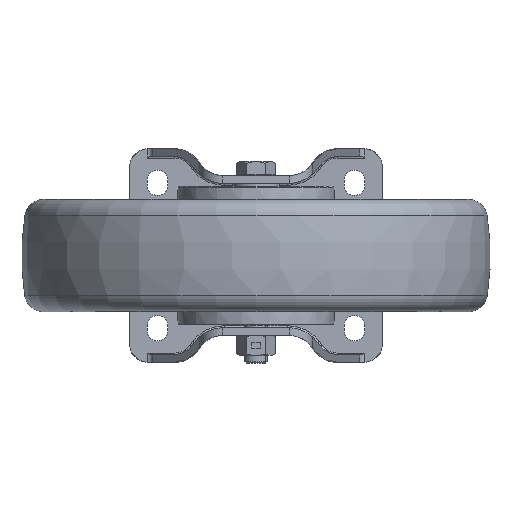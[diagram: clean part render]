
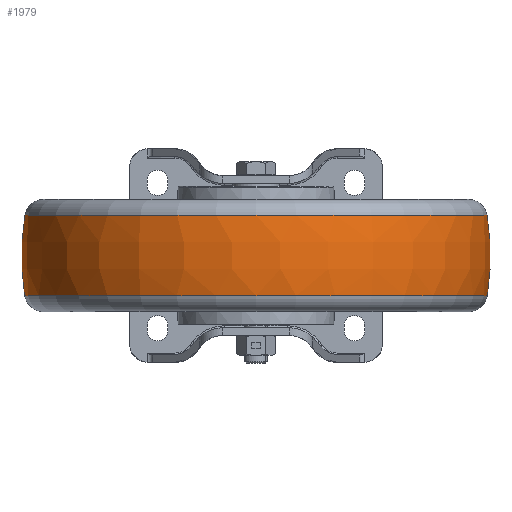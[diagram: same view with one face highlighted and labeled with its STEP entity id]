
A CAD part, front view. The second image highlights one B-rep face of the part: STEP entity #1979.
In plain terms, the highlighted toroidal (fillet/blend) face has major radius 15 mm and minor radius 140 mm.
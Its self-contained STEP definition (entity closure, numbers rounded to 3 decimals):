
#396 = DIRECTION ( 'NONE',  ( -1., 0., 0. ) ) ;
#810 = CARTESIAN_POINT ( 'NONE',  ( 0., -165., -21.483 ) ) ;
#915 = EDGE_CURVE ( 'NONE', #18599, #10344, #17690, .T. ) ;
#1838 = FACE_OUTER_BOUND ( 'NONE', #15783, .T. ) ;
#1979 = ADVANCED_FACE ( 'NONE', ( #1838 ), #12751, .T. ) ;
#2325 = DIRECTION ( 'NONE',  ( 0., -1., 0. ) ) ;
#2698 = DIRECTION ( 'NONE',  ( 1., 0., 0. ) ) ;
#2772 = CARTESIAN_POINT ( 'NONE',  ( -123.393, -165., -21.483 ) ) ;
#4132 = CARTESIAN_POINT ( 'NONE',  ( -123.292, -165., 21.475 ) ) ;
#4652 = EDGE_CURVE ( 'NONE', #12021, #10344, #22546, .T. ) ;
#5412 = EDGE_CURVE ( 'NONE', #11637, #12021, #8593, .T. ) ;
#5838 = ORIENTED_EDGE ( 'NONE', *, *, #4652, .F. ) ;
#6832 = AXIS2_PLACEMENT_3D ( 'NONE', #13640, #2325, #15564 ) ;
#8593 = CIRCLE ( 'NONE', #23748, 140. ) ;
#9217 = CARTESIAN_POINT ( 'NONE',  ( 123.292, -165., 21.475 ) ) ;
#9295 = CARTESIAN_POINT ( 'NONE',  ( 0., -165., 21.475 ) ) ;
#9352 = DIRECTION ( 'NONE',  ( 1., 0., 0. ) ) ;
#10344 = VERTEX_POINT ( 'NONE', #9217 ) ;
#11193 = DIRECTION ( 'NONE',  ( 1., 0., 0. ) ) ;
#11637 = VERTEX_POINT ( 'NONE', #2772 ) ;
#11677 = AXIS2_PLACEMENT_3D ( 'NONE', #810, #14026, #2698 ) ;
#11685 = DIRECTION ( 'NONE',  ( 0., 1., 0. ) ) ;
#12021 = VERTEX_POINT ( 'NONE', #4132 ) ;
#12751 = TOROIDAL_SURFACE ( 'NONE', #20790, -15., 140. ) ;
#13640 = CARTESIAN_POINT ( 'NONE',  ( -15., -165., -0.329 ) ) ;
#14026 = DIRECTION ( 'NONE',  ( 0., 0., 1. ) ) ;
#15564 = DIRECTION ( 'NONE',  ( 0., 0., -1. ) ) ;
#15783 = EDGE_LOOP ( 'NONE', ( #23417, #20764, #18047, #5838 ) ) ;
#16587 = CIRCLE ( 'NONE', #11677, 123.393 ) ;
#17690 = CIRCLE ( 'NONE', #6832, 140. ) ;
#18047 = ORIENTED_EDGE ( 'NONE', *, *, #915, .T. ) ;
#18599 = VERTEX_POINT ( 'NONE', #24429 ) ;
#19038 = AXIS2_PLACEMENT_3D ( 'NONE', #9295, #22487, #11193 ) ;
#20680 = DIRECTION ( 'NONE',  ( 0., 0., 1. ) ) ;
#20764 = ORIENTED_EDGE ( 'NONE', *, *, #23798, .T. ) ;
#20790 = AXIS2_PLACEMENT_3D ( 'NONE', #24356, #20680, #9352 ) ;
#22487 = DIRECTION ( 'NONE',  ( 0., 0., 1. ) ) ;
#22546 = CIRCLE ( 'NONE', #19038, 123.292 ) ;
#22946 = CARTESIAN_POINT ( 'NONE',  ( 15., -165., -0.329 ) ) ;
#23417 = ORIENTED_EDGE ( 'NONE', *, *, #5412, .F. ) ;
#23748 = AXIS2_PLACEMENT_3D ( 'NONE', #22946, #11685, #396 ) ;
#23798 = EDGE_CURVE ( 'NONE', #11637, #18599, #16587, .T. ) ;
#24356 = CARTESIAN_POINT ( 'NONE',  ( 0., -165., -0.329 ) ) ;
#24429 = CARTESIAN_POINT ( 'NONE',  ( 123.393, -165., -21.483 ) ) ;
